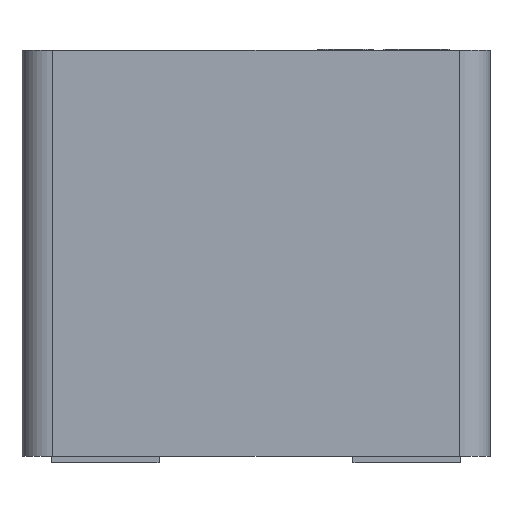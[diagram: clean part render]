
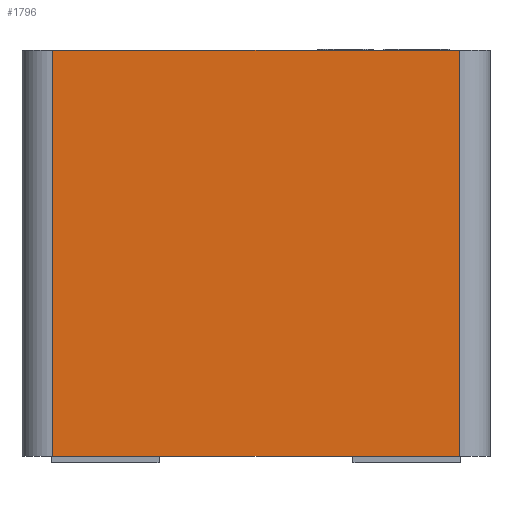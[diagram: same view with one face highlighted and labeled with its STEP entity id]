
A CAD part, front view. The second image highlights one B-rep face of the part: STEP entity #1796.
In plain terms, the highlighted planar face has unit normal (0, -1, 0).
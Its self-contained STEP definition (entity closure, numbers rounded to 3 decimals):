
#992=VERTEX_POINT('',#993);
#993=CARTESIAN_POINT('',(-3.3,-3.9,6.7));
#1000=EDGE_CURVE('',#992,#1001,#1003,.T.);
#1001=VERTEX_POINT('',#1002);
#1002=CARTESIAN_POINT('',(3.3,-3.9,6.7));
#1003=LINE('',#1004,#1005);
#1004=CARTESIAN_POINT('',(-3.8,-3.9,6.7));
#1005=VECTOR('',#1006,1.0);
#1006=DIRECTION('',(1.0,0.0,0.0));
#1624=EDGE_CURVE('',#1625,#1627,#1629,.F.);
#1625=VERTEX_POINT('',#1626);
#1626=CARTESIAN_POINT('',(3.3,-3.9,0.1));
#1627=VERTEX_POINT('',#1628);
#1628=CARTESIAN_POINT('',(-3.3,-3.9,0.1));
#1629=LINE('',#1630,#1631);
#1630=CARTESIAN_POINT('',(-3.8,-3.9,0.1));
#1631=VECTOR('',#1632,1.0);
#1632=DIRECTION('',(1.0,0.0,0.0));
#1796=ADVANCED_FACE('',(#1797),#1813,.F.);
#1797=FACE_BOUND('',#1798,.T.);
#1798=EDGE_LOOP('',(#1799,#1800,#1806,#1807));
#1799=ORIENTED_EDGE('',*,*,#1000,.F.);
#1800=ORIENTED_EDGE('',*,*,#1801,.T.);
#1801=EDGE_CURVE('',#992,#1627,#1802,.T.);
#1802=LINE('',#1803,#1804);
#1803=CARTESIAN_POINT('',(-3.3,-3.9,6.7));
#1804=VECTOR('',#1805,1.0);
#1805=DIRECTION('',(0.0,0.0,-1.0));
#1806=ORIENTED_EDGE('',*,*,#1624,.F.);
#1807=ORIENTED_EDGE('',*,*,#1808,.T.);
#1808=EDGE_CURVE('',#1625,#1001,#1809,.T.);
#1809=LINE('',#1810,#1811);
#1810=CARTESIAN_POINT('',(3.3,-3.9,6.7));
#1811=VECTOR('',#1812,1.0);
#1812=DIRECTION('',(0.0,0.0,1.0));
#1813=PLANE('',#1814);
#1814=AXIS2_PLACEMENT_3D('',#1815,#1816,#1817);
#1815=CARTESIAN_POINT('',(-3.8,-3.9,6.7));
#1816=DIRECTION('',(0.0,1.0,0.0));
#1817=DIRECTION('',(0.0,0.0,1.0));
